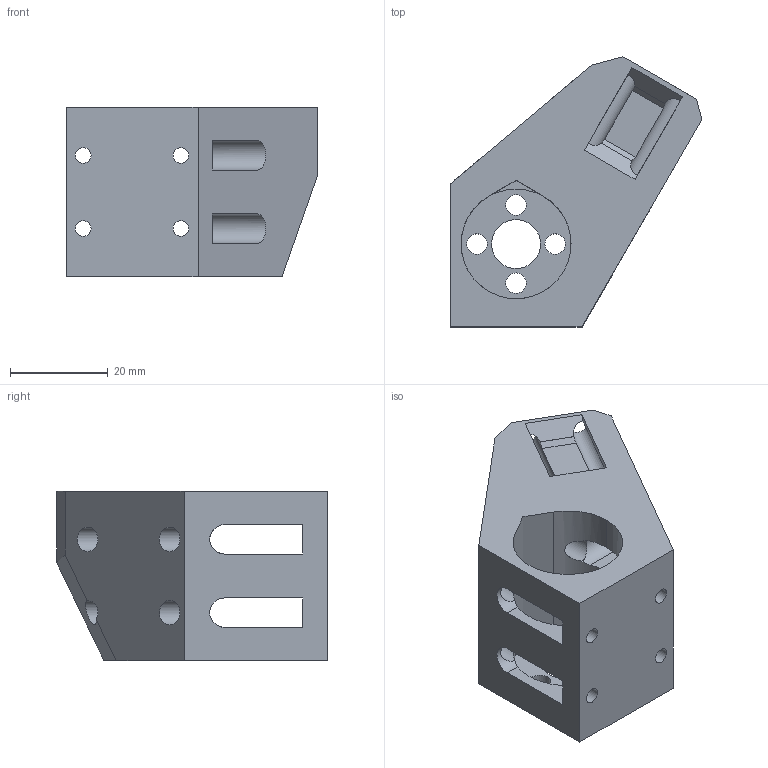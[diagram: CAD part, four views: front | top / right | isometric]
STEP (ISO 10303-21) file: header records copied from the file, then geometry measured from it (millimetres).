
FILE_DESCRIPTION(('FreeCAD Model'),'2;1');
FILE_NAME('Open CASCADE Shape Model','2021-07-16T15:52:14',('Author'),( ''),'Open CASCADE STEP processor 7.5','FreeCAD','Unknown');
FILE_SCHEMA(('AUTOMOTIVE_DESIGN { 1 0 10303 214 1 1 1 1 }'));
Length unit declared in the file: millimetre
Products named in the file (1): Pocket008
Bounding box: 51.53 x 55.27 x 34.7 mm (x, y, z)
Volume: 40947.4 mm3; surface area: 13680.8 mm2
Topology: 1 solids, 1 shells, 64 faces, 191 edges, 126 vertices
Faces by surface type: plane 38, cylinder 26
Full cylindrical faces by diameter (mm): 3.2 x4, 4 x2, 4.2 x5, 5 x8, 10 x1
Entity records: 8982 total; most frequent: CARTESIAN_POINT 5259, DIRECTION 650, ORIENTED_EDGE 382, PCURVE 382, DEFINITIONAL_REPRESENTATION 382, LINE 342, VECTOR 342, EDGE_CURVE 191
